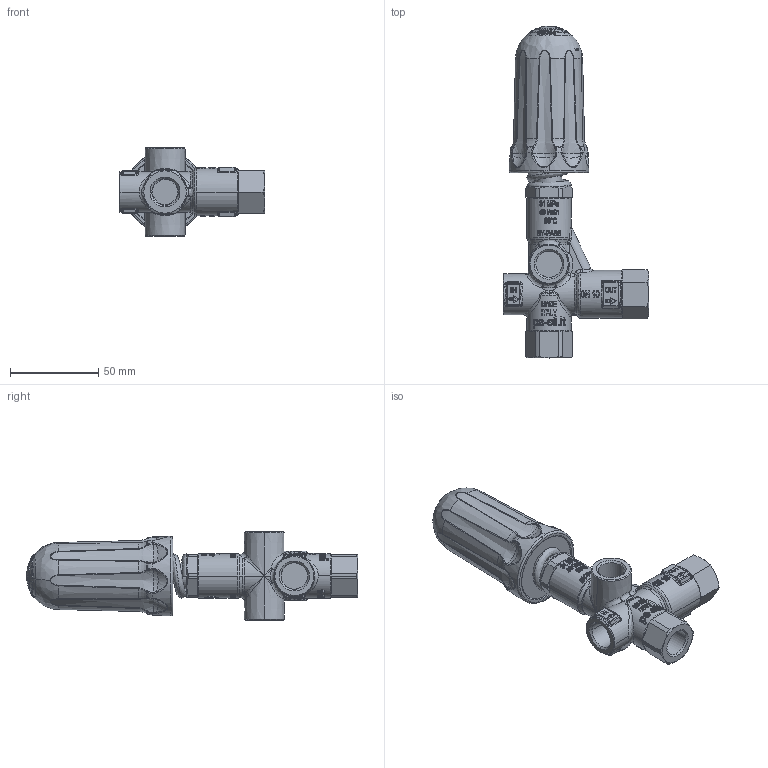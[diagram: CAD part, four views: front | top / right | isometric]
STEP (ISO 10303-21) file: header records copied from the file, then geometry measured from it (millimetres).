
FILE_DESCRIPTION (( 'STEP AP214' ), '1' );
FILE_NAME ('7694.STEP', '2013-04-29T12:01:11', ( 'it' ), ( '' ), 'SwSTEP 2.0', 'SolidWorks 2013', '' );
FILE_SCHEMA (( 'AUTOMOTIVE_DESIGN' ));
Length unit declared in the file: inch
Products named in the file (1): 7694
Bounding box: 82.5 x 187.78 x 50 mm (x, y, z)
Volume: 174864.9 mm3; surface area: 33313.9 mm2
Topology: 1 solids, 2 shells, 1883 faces, 4872 edges, 3140 vertices
Faces by surface type: plane 801, bspline 783, cylinder 231, cone 68
Entity records: 109556 total; most frequent: CARTESIAN_POINT 46447, ORIENTED_EDGE 9744, DIRECTION 5016, EDGE_CURVE 4872, VERTEX_POINT 3140, B_SPLINE_CURVE_WITH_KNOTS 2373, EDGE_LOOP 2036, UNCERTAINTY_MEASURE_WITH_UNIT 1886
